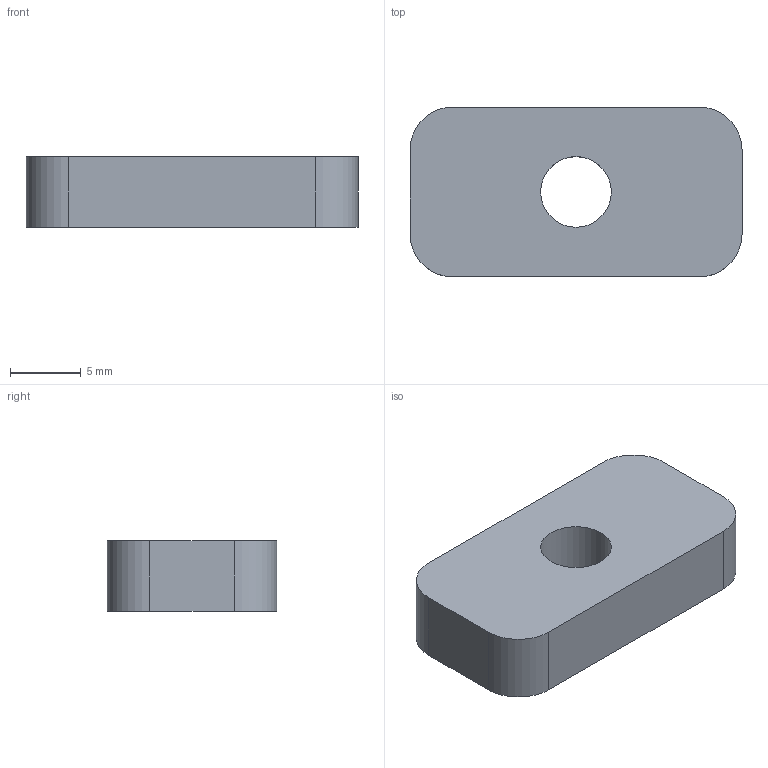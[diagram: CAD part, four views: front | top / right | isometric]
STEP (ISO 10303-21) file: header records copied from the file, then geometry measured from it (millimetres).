
FILE_DESCRIPTION(/* description */ (''),/* implementation_level */ '2;1');
FILE_NAME(/* name */ 'Spacer 5mm Small.step',/* time_stamp */ '2025-05-29T13:29:23-04:00',/* author */ (''),/* organization */ (''),/* preprocessor_version */ 'ST-DEVELOPER v20.1',/* originating_system */ 'Autodesk Translation Framework v14.10.0.0',/* authorisation */ '');
FILE_SCHEMA (('AUTOMOTIVE_DESIGN { 1 0 10303 214 3 1 1 }'));
Length unit declared in the file: millimetre
Products named in the file (2): Open Aero; Spacer - 5mm - Small
Assembly tree (1 placements, depth 2):
  Open Aero
    Spacer - 5mm - Small
Bounding box: 23.5 x 12 x 5 mm (x, y, z)
Volume: 1273.2 mm3; surface area: 917.1 mm2
Topology: 1 solids, 1 shells, 11 faces, 27 edges, 18 vertices
Faces by surface type: plane 6, cylinder 5
Full cylindrical faces by diameter (mm): 5 x1
Entity records: 388 total; most frequent: DIRECTION 65, CARTESIAN_POINT 59, ORIENTED_EDGE 54, EDGE_CURVE 27, AXIS2_PLACEMENT_3D 24, VERTEX_POINT 18, LINE 17, VECTOR 17
